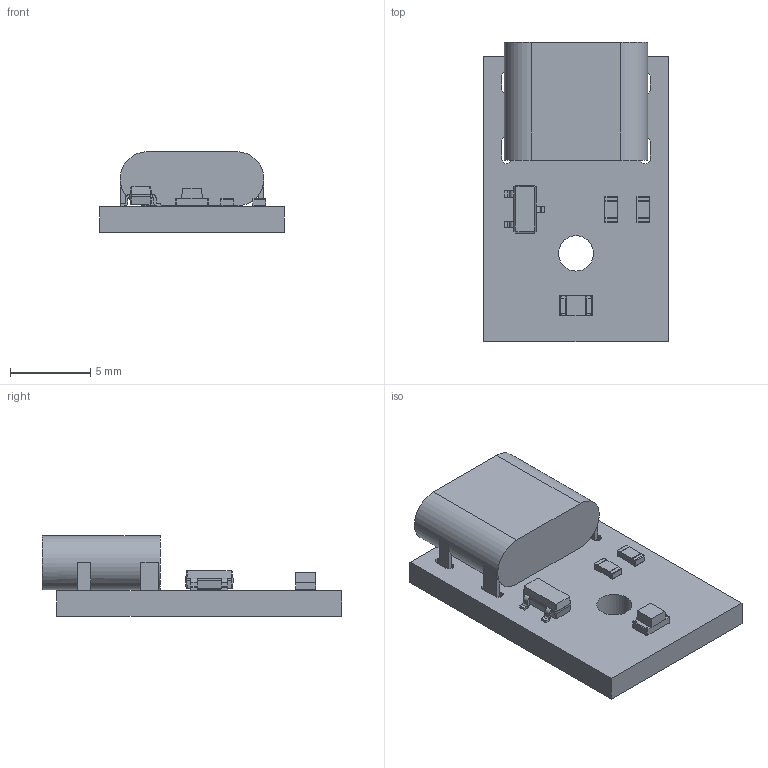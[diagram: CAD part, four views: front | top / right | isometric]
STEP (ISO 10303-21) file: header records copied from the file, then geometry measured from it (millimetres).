
FILE_DESCRIPTION(('KiCad electronic assembly'),'2;1');
FILE_NAME('MiSTerLaggy-PCB.step','2023-10-01T10:02:32',('Pcbnew'),( 'Kicad'),'Open CASCADE STEP processor 7.6','KiCad to STEP converter' ,'Unknown');
FILE_SCHEMA(('AUTOMOTIVE_DESIGN { 1 0 10303 214 1 1 1 1 }'));
Length unit declared in the file: millimetre
Products named in the file (10): MiSTerLaggy-PCB 1; GT-USB-7010ASV; SOLID; R_0603_1608Metric; LED_0805_2012Metric; SOT-23; MiSTerLaggy PCB
Assembly tree (10 placements, depth 3):
  MiSTerLaggy-PCB 1
    GT-USB-7010ASV
      SOLID
    R_0603_1608Metric  x2
      SOLID
    LED_0805_2012Metric
      SOLID
    SOT-23
      SOLID
    MiSTerLaggy PCB
Bounding box: 11.5 x 18.65 x 5.01 mm (x, y, z)
Volume: 455.2 mm3; surface area: 959.4 mm2
Topology: 6 solids, 6 shells, 307 faces, 806 edges, 518 vertices
Faces by surface type: plane 229, cylinder 51, bspline 27
Full cylindrical faces by diameter (mm): 0.65 x2, 2.2 x1
Entity records: 19563 total; most frequent: CARTESIAN_POINT 3514, DIRECTION 2704, LINE 1942, VECTOR 1942, ORIENTED_EDGE 1476, PCURVE 1476, DEFINITIONAL_REPRESENTATION 1476, EDGE_CURVE 738
